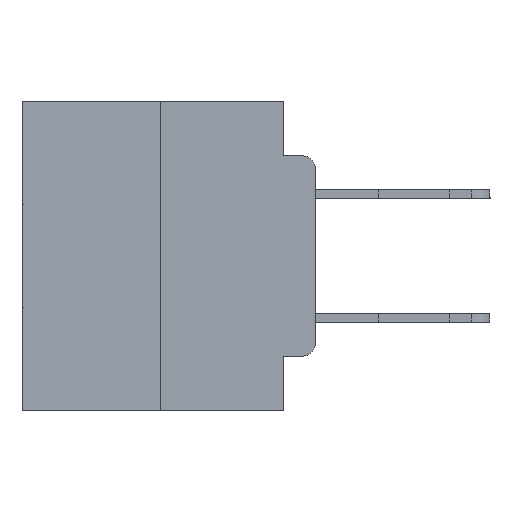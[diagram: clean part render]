
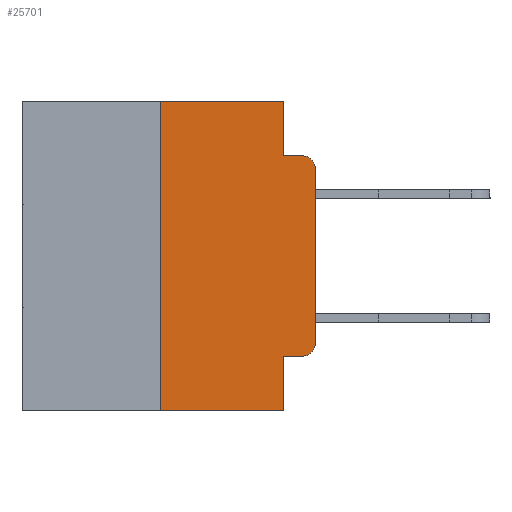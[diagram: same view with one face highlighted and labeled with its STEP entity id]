
A CAD part, left-side view. The second image highlights one B-rep face of the part: STEP entity #25701.
In plain terms, the highlighted planar face has unit normal (-1, 0, 0).
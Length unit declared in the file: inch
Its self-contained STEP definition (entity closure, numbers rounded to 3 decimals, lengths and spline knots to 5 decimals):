
#600 = DIRECTION ( 'NONE',  ( 0., -1., 0. ) ) ;
#1324 = EDGE_CURVE ( 'NONE', #26825, #17185, #1670, .T. ) ;
#1343 = ORIENTED_EDGE ( 'NONE', *, *, #18249, .F. ) ;
#1399 = CARTESIAN_POINT ( 'NONE',  ( 0., 0.051, 0. ) ) ;
#1466 = DIRECTION ( 'NONE',  ( 0., 0., -1. ) ) ;
#1670 = LINE ( 'NONE', #19783, #24749 ) ;
#2254 = CARTESIAN_POINT ( 'NONE',  ( 0., 0.051, -0.5 ) ) ;
#3443 = LINE ( 'NONE', #13644, #25833 ) ;
#3580 = AXIS2_PLACEMENT_3D ( 'NONE', #8245, #23371, #10396 ) ;
#3865 = LINE ( 'NONE', #10326, #15460 ) ;
#4427 = DIRECTION ( 'NONE',  ( 0., 0., 1. ) ) ;
#5035 = CARTESIAN_POINT ( 'NONE',  ( 0., 0.02, -0.3915 ) ) ;
#5075 = ORIENTED_EDGE ( 'NONE', *, *, #25289, .T. ) ;
#5371 = LINE ( 'NONE', #1399, #10467 ) ;
#6023 = CARTESIAN_POINT ( 'NONE',  ( 0., 0.25, 0. ) ) ;
#6415 = EDGE_CURVE ( 'NONE', #19503, #24157, #18364, .T. ) ;
#7214 = CARTESIAN_POINT ( 'NONE',  ( 0., 0.051, -0.0885 ) ) ;
#7240 = DIRECTION ( 'NONE',  ( 0., 0., -1. ) ) ;
#7960 = DIRECTION ( 'NONE',  ( 0., -1., 0. ) ) ;
#8012 = FACE_OUTER_BOUND ( 'NONE', #25811, .T. ) ;
#8245 = CARTESIAN_POINT ( 'NONE',  ( 0., 0.02, -0.1085 ) ) ;
#8504 = CARTESIAN_POINT ( 'NONE',  ( 0., 0.051, -0.4115 ) ) ;
#8513 = ORIENTED_EDGE ( 'NONE', *, *, #12237, .F. ) ;
#8627 = DIRECTION ( 'NONE',  ( 0., 0., -1. ) ) ;
#9310 = EDGE_CURVE ( 'NONE', #13057, #19503, #10398, .T. ) ;
#9393 = VERTEX_POINT ( 'NONE', #6023 ) ;
#10115 = PLANE ( 'NONE',  #13454 ) ;
#10326 = CARTESIAN_POINT ( 'NONE',  ( 0., 0.25, 0. ) ) ;
#10396 = DIRECTION ( 'NONE',  ( 0., 0., -1. ) ) ;
#10398 = LINE ( 'NONE', #20949, #21945 ) ;
#10467 = VECTOR ( 'NONE', #16642, 39.37008 ) ;
#12237 = EDGE_CURVE ( 'NONE', #13057, #17185, #5371, .T. ) ;
#12297 = CARTESIAN_POINT ( 'NONE',  ( 0., 0.473, 0. ) ) ;
#12636 = LINE ( 'NONE', #15187, #23466 ) ;
#12968 = VERTEX_POINT ( 'NONE', #21211 ) ;
#13057 = VERTEX_POINT ( 'NONE', #8504 ) ;
#13454 = AXIS2_PLACEMENT_3D ( 'NONE', #12297, #14480, #1466 ) ;
#13644 = CARTESIAN_POINT ( 'NONE',  ( 0., 0.473, 0. ) ) ;
#14480 = DIRECTION ( 'NONE',  ( 1., 0., 0. ) ) ;
#14917 = VERTEX_POINT ( 'NONE', #22392 ) ;
#14968 = ORIENTED_EDGE ( 'NONE', *, *, #9310, .T. ) ;
#15163 = EDGE_CURVE ( 'NONE', #26825, #9393, #3865, .T. ) ;
#15187 = CARTESIAN_POINT ( 'NONE',  ( 0., 0.051, 0. ) ) ;
#15291 = CARTESIAN_POINT ( 'NONE',  ( 0., 0., 0. ) ) ;
#15460 = VECTOR ( 'NONE', #18981, 39.37008 ) ;
#15836 = DIRECTION ( 'NONE',  ( 0., -1., 0. ) ) ;
#16642 = DIRECTION ( 'NONE',  ( 0., 0., -1. ) ) ;
#16984 = CARTESIAN_POINT ( 'NONE',  ( 0., 0.051, -0.0885 ) ) ;
#17185 = VERTEX_POINT ( 'NONE', #2254 ) ;
#17341 = ORIENTED_EDGE ( 'NONE', *, *, #23847, .T. ) ;
#17895 = CARTESIAN_POINT ( 'NONE',  ( 0., 0., -0.3915 ) ) ;
#18069 = EDGE_CURVE ( 'NONE', #12968, #23864, #12636, .T. ) ;
#18249 = EDGE_CURVE ( 'NONE', #9393, #12968, #3443, .T. ) ;
#18364 = CIRCLE ( 'NONE', #27234, 0.02 ) ;
#18981 = DIRECTION ( 'NONE',  ( 0., 0., 1. ) ) ;
#19337 = VERTEX_POINT ( 'NONE', #21832 ) ;
#19360 = ORIENTED_EDGE ( 'NONE', *, *, #15163, .F. ) ;
#19493 = EDGE_CURVE ( 'NONE', #23864, #14917, #26430, .T. ) ;
#19503 = VERTEX_POINT ( 'NONE', #24530 ) ;
#19568 = DIRECTION ( 'NONE',  ( 0., -1., 0. ) ) ;
#19783 = CARTESIAN_POINT ( 'NONE',  ( 0., 0.473, -0.5 ) ) ;
#20213 = DIRECTION ( 'NONE',  ( -1., 0., 0. ) ) ;
#20702 = VECTOR ( 'NONE', #600, 39.37008 ) ;
#20949 = CARTESIAN_POINT ( 'NONE',  ( 0., 0.051, -0.4115 ) ) ;
#20966 = CARTESIAN_POINT ( 'NONE',  ( 0., 0.25, -0.5 ) ) ;
#21211 = CARTESIAN_POINT ( 'NONE',  ( 0., 0.051, 0. ) ) ;
#21832 = CARTESIAN_POINT ( 'NONE',  ( 0., 0., -0.1085 ) ) ;
#21945 = VECTOR ( 'NONE', #7960, 39.37008 ) ;
#22392 = CARTESIAN_POINT ( 'NONE',  ( 0., 0.02, -0.0885 ) ) ;
#23056 = ORIENTED_EDGE ( 'NONE', *, *, #19493, .F. ) ;
#23258 = VECTOR ( 'NONE', #4427, 39.37008 ) ;
#23371 = DIRECTION ( 'NONE',  ( -1., 0., 0. ) ) ;
#23466 = VECTOR ( 'NONE', #8627, 39.37008 ) ;
#23749 = ORIENTED_EDGE ( 'NONE', *, *, #18069, .F. ) ;
#23847 = EDGE_CURVE ( 'NONE', #19337, #14917, #26765, .T. ) ;
#23864 = VERTEX_POINT ( 'NONE', #16984 ) ;
#23951 = LINE ( 'NONE', #15291, #23258 ) ;
#24157 = VERTEX_POINT ( 'NONE', #17895 ) ;
#24530 = CARTESIAN_POINT ( 'NONE',  ( 0., 0.02, -0.4115 ) ) ;
#24749 = VECTOR ( 'NONE', #19568, 39.37008 ) ;
#25100 = ORIENTED_EDGE ( 'NONE', *, *, #1324, .T. ) ;
#25289 = EDGE_CURVE ( 'NONE', #24157, #19337, #23951, .T. ) ;
#25701 = ADVANCED_FACE ( 'NONE', ( #8012 ), #10115, .F. ) ;
#25811 = EDGE_LOOP ( 'NONE', ( #5075, #17341, #23056, #23749, #1343, #19360, #25100, #8513, #14968, #26455 ) ) ;
#25833 = VECTOR ( 'NONE', #15836, 39.37008 ) ;
#26430 = LINE ( 'NONE', #7214, #20702 ) ;
#26455 = ORIENTED_EDGE ( 'NONE', *, *, #6415, .T. ) ;
#26765 = CIRCLE ( 'NONE', #3580, 0.02 ) ;
#26825 = VERTEX_POINT ( 'NONE', #20966 ) ;
#27234 = AXIS2_PLACEMENT_3D ( 'NONE', #5035, #20213, #7240 ) ;
